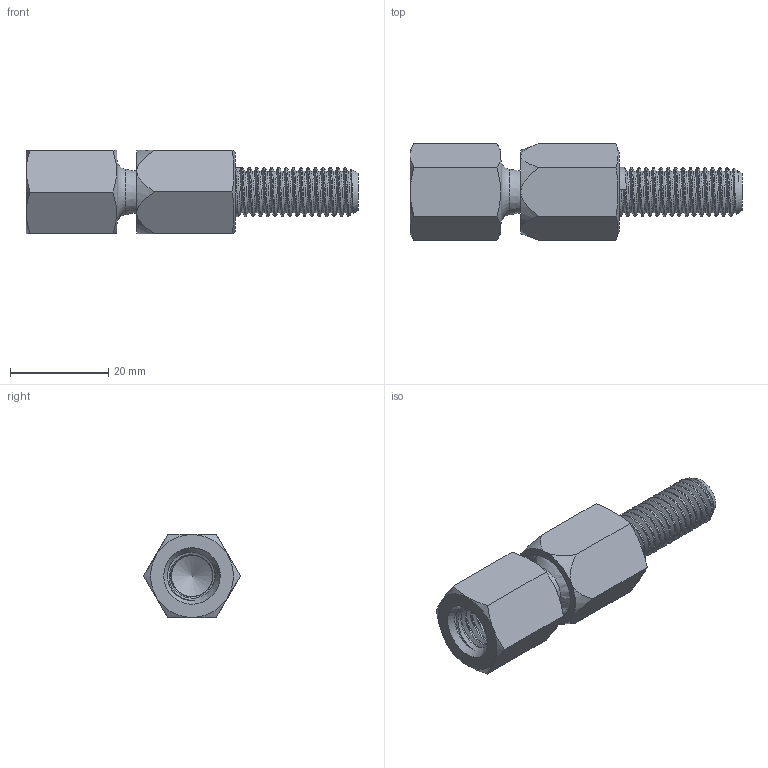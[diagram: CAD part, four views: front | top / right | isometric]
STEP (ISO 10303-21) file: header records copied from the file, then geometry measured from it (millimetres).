
FILE_DESCRIPTION(/* description */ (''),/* implementation_level */ '2;1');
FILE_NAME(/* name */ 'XG51.stp',/* time_stamp */ '2024-07-01T13:41:33+03:00',/* author */ (''),/* organization */ (''),/* preprocessor_version */ 'ST-DEVELOPER v16',/* originating_system */ 'SIEMENS PLM Software NX 11.0',/* authorisation */ '');
FILE_SCHEMA (('AUTOMOTIVE_DESIGN { 1 0 10303 214 3 1 1 1 }'));
Length unit declared in the file: millimetre
Products named in the file (4): Clip; Ball stud; Fitting; XG51_stp
Assembly tree (3 placements, depth 2):
  XG51_stp
    Fitting
    Ball stud
    Clip
Bounding box: 67.55 x 19.63 x 17 mm (x, y, z)
Volume: 10331.5 mm3; surface area: 6038.6 mm2
Topology: 3 solids, 3 shells, 55 faces, 130 edges, 84 vertices
Faces by surface type: plane 25, cone 13, cylinder 8, bspline 5, sphere 2, torus 2
Full cylindrical faces by diameter (mm): 8.4 x1, 14 x2, 14.8 x1
Entity records: 7410 total; most frequent: CARTESIAN_POINT 6287, ORIENTED_EDGE 210, DIRECTION 195, EDGE_CURVE 105, AXIS2_PLACEMENT_3D 88, VERTEX_POINT 76, EDGE_LOOP 74, ADVANCED_FACE 55
